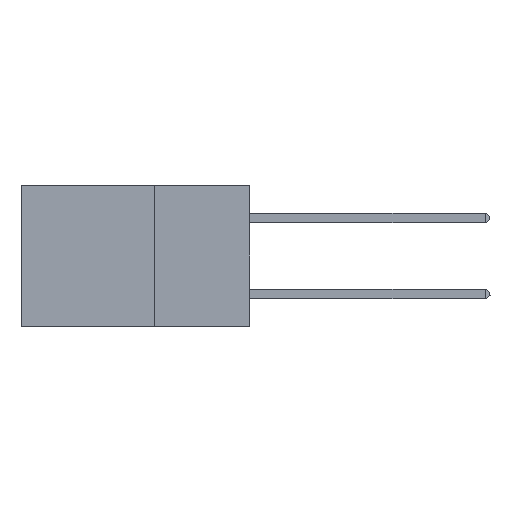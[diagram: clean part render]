
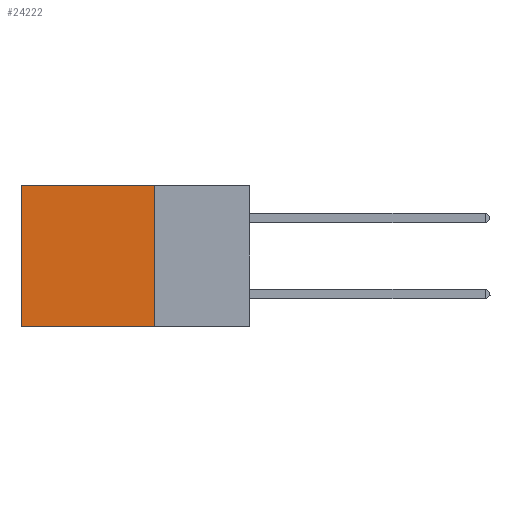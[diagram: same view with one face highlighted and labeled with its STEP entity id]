
A CAD part, left-side view. The second image highlights one B-rep face of the part: STEP entity #24222.
In plain terms, the highlighted planar face has unit normal (-1, 0, 0).
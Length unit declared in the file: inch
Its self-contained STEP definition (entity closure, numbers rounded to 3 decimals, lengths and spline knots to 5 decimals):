
#240 = CARTESIAN_POINT ( 'NONE',  ( 0.2875, 0.6, -0.37 ) ) ;
#1353 = CARTESIAN_POINT ( 'NONE',  ( 0.2875, 0.25, -0.37 ) ) ;
#1390 = CARTESIAN_POINT ( 'NONE',  ( 0.2875, 0.25, 0. ) ) ;
#2172 = CARTESIAN_POINT ( 'NONE',  ( 0.2875, 0.25, 0. ) ) ;
#3503 = EDGE_CURVE ( 'NONE', #28384, #15420, #33032, .T. ) ;
#4233 = CARTESIAN_POINT ( 'NONE',  ( 0.2875, 0.6, 0. ) ) ;
#4641 = CARTESIAN_POINT ( 'NONE',  ( 0.2875, 0.25, 0. ) ) ;
#7391 = LINE ( 'NONE', #4233, #25892 ) ;
#9625 = PLANE ( 'NONE',  #40499 ) ;
#10405 = ORIENTED_EDGE ( 'NONE', *, *, #20603, .T. ) ;
#10564 = CARTESIAN_POINT ( 'NONE',  ( 0.2875, 0.6, 0. ) ) ;
#11797 = ORIENTED_EDGE ( 'NONE', *, *, #21739, .F. ) ;
#13366 = DIRECTION ( 'NONE',  ( 1., 0., 0. ) ) ;
#13918 = VERTEX_POINT ( 'NONE', #240 ) ;
#14919 = ORIENTED_EDGE ( 'NONE', *, *, #3503, .F. ) ;
#15034 = VECTOR ( 'NONE', #27691, 39.37008 ) ;
#15420 = VERTEX_POINT ( 'NONE', #1353 ) ;
#19099 = CARTESIAN_POINT ( 'NONE',  ( 0.2875, 0.25, 0. ) ) ;
#20522 = DIRECTION ( 'NONE',  ( 0., 1., 0. ) ) ;
#20603 = EDGE_CURVE ( 'NONE', #35055, #13918, #7391, .T. ) ;
#21067 = EDGE_CURVE ( 'NONE', #28384, #35055, #31387, .T. ) ;
#21739 = EDGE_CURVE ( 'NONE', #15420, #13918, #38851, .T. ) ;
#22403 = EDGE_LOOP ( 'NONE', ( #10405, #11797, #14919, #24508 ) ) ;
#24222 = ADVANCED_FACE ( 'NONE', ( #40607 ), #9625, .F. ) ;
#24508 = ORIENTED_EDGE ( 'NONE', *, *, #21067, .T. ) ;
#25892 = VECTOR ( 'NONE', #29543, 39.37008 ) ;
#27691 = DIRECTION ( 'NONE',  ( 0., 0., -1. ) ) ;
#28384 = VERTEX_POINT ( 'NONE', #2172 ) ;
#29543 = DIRECTION ( 'NONE',  ( 0., 0., -1. ) ) ;
#30303 = VECTOR ( 'NONE', #39695, 39.37008 ) ;
#31387 = LINE ( 'NONE', #1390, #39412 ) ;
#33032 = LINE ( 'NONE', #4641, #15034 ) ;
#35055 = VERTEX_POINT ( 'NONE', #10564 ) ;
#35622 = DIRECTION ( 'NONE',  ( 0., 0., -1. ) ) ;
#38851 = LINE ( 'NONE', #39411, #30303 ) ;
#39411 = CARTESIAN_POINT ( 'NONE',  ( 0.2875, 0.25, -0.37 ) ) ;
#39412 = VECTOR ( 'NONE', #20522, 39.37008 ) ;
#39695 = DIRECTION ( 'NONE',  ( 0., 1., 0. ) ) ;
#40499 = AXIS2_PLACEMENT_3D ( 'NONE', #19099, #13366, #35622 ) ;
#40607 = FACE_OUTER_BOUND ( 'NONE', #22403, .T. ) ;
